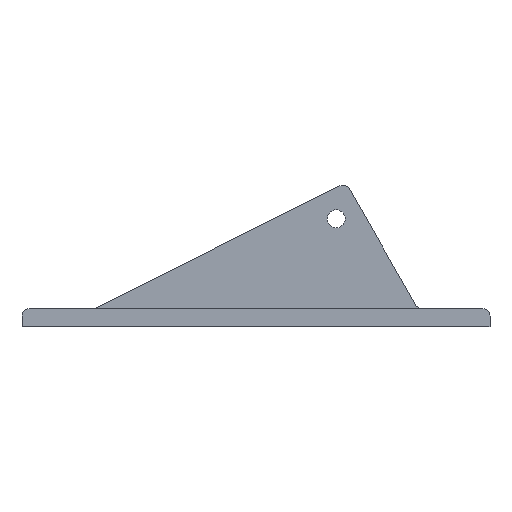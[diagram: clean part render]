
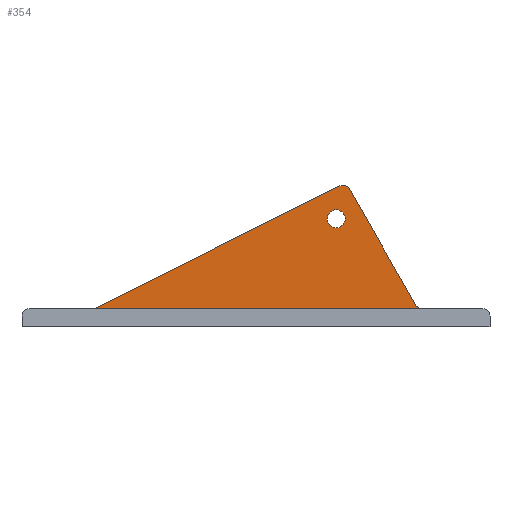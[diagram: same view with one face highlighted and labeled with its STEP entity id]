
A CAD part, front view. The second image highlights one B-rep face of the part: STEP entity #354.
In plain terms, the highlighted planar face has unit normal (0, -1, 0).
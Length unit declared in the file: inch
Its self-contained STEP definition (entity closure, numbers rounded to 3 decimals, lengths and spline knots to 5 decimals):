
#37 = CARTESIAN_POINT ( 'NONE',  ( 0.98864, -1.625, 1.5 ) ) ;
#45 = VERTEX_POINT ( 'NONE', #72 ) ;
#48 = CARTESIAN_POINT ( 'NONE',  ( 2.30803, -1.625, 0.35 ) ) ;
#67 = DIRECTION ( 'NONE',  ( 1., 0., 0. ) ) ;
#69 = AXIS2_PLACEMENT_3D ( 'NONE', #324, #897, #924 ) ;
#71 = CARTESIAN_POINT ( 'NONE',  ( -0.55, -1.625, 1.1 ) ) ;
#72 = CARTESIAN_POINT ( 'NONE',  ( 1.23864, -1.625, 1.5 ) ) ;
#106 = AXIS2_PLACEMENT_3D ( 'NONE', #918, #1097, #118 ) ;
#118 = DIRECTION ( 'NONE',  ( 1., 0., 0. ) ) ;
#141 = CARTESIAN_POINT ( 'NONE',  ( 1.21011, -1.625, 1.86825 ) ) ;
#151 = LINE ( 'NONE', #912, #329 ) ;
#177 = ORIENTED_EDGE ( 'NONE', *, *, #1066, .F. ) ;
#247 = VERTEX_POINT ( 'NONE', #1081 ) ;
#250 = CARTESIAN_POINT ( 'NONE',  ( 1.29693, -1.625, 1.91787 ) ) ;
#266 = LINE ( 'NONE', #523, #1034 ) ;
#268 = VERTEX_POINT ( 'NONE', #876 ) ;
#282 = EDGE_CURVE ( 'NONE', #1252, #45, #619, .T. ) ;
#286 = EDGE_CURVE ( 'NONE', #302, #931, #151, .T. ) ;
#302 = VERTEX_POINT ( 'NONE', #792 ) ;
#324 = CARTESIAN_POINT ( 'NONE',  ( 1.11364, -1.625, 1.5 ) ) ;
#329 = VECTOR ( 'NONE', #1018, 39.37008 ) ;
#350 = CIRCLE ( 'NONE', #639, 0.125 ) ;
#354 = ADVANCED_FACE ( 'NONE', ( #694, #513 ), #715, .T. ) ;
#510 = EDGE_CURVE ( 'NONE', #539, #268, #1032, .T. ) ;
#513 = FACE_OUTER_BOUND ( 'NONE', #1120, .T. ) ;
#523 = CARTESIAN_POINT ( 'NONE',  ( 1.80385, -1.625, 1.03077 ) ) ;
#539 = VERTEX_POINT ( 'NONE', #250 ) ;
#553 = LINE ( 'NONE', #71, #1074 ) ;
#560 = CIRCLE ( 'NONE', #1017, 0.1 ) ;
#577 = CARTESIAN_POINT ( 'NONE',  ( -2.27361, -1.625, 0.35 ) ) ;
#600 = EDGE_CURVE ( 'NONE', #268, #923, #553, .T. ) ;
#619 = CIRCLE ( 'NONE', #69, 0.125 ) ;
#636 = AXIS2_PLACEMENT_3D ( 'NONE', #141, #807, #1202 ) ;
#639 = AXIS2_PLACEMENT_3D ( 'NONE', #655, #1057, #1179 ) ;
#655 = CARTESIAN_POINT ( 'NONE',  ( 1.11364, -1.625, 1.5 ) ) ;
#657 = AXIS2_PLACEMENT_3D ( 'NONE', #48, #947, #67 ) ;
#694 = FACE_BOUND ( 'NONE', #1165, .T. ) ;
#715 = PLANE ( 'NONE',  #106 ) ;
#729 = ORIENTED_EDGE ( 'NONE', *, *, #286, .T. ) ;
#737 = CARTESIAN_POINT ( 'NONE',  ( 2.30803, -1.625, 0.25 ) ) ;
#772 = DIRECTION ( 'NONE',  ( 1., 0., 0. ) ) ;
#792 = CARTESIAN_POINT ( 'NONE',  ( -2.27361, -1.625, 0.25 ) ) ;
#801 = ORIENTED_EDGE ( 'NONE', *, *, #600, .T. ) ;
#807 = DIRECTION ( 'NONE',  ( 0., -1., 0. ) ) ;
#865 = DIRECTION ( 'NONE',  ( 0., 1., 0. ) ) ;
#873 = ORIENTED_EDGE ( 'NONE', *, *, #937, .T. ) ;
#876 = CARTESIAN_POINT ( 'NONE',  ( 1.16539, -1.625, 1.95769 ) ) ;
#897 = DIRECTION ( 'NONE',  ( 0., -1., 0. ) ) ;
#912 = CARTESIAN_POINT ( 'NONE',  ( 2.25, -1.625, 0.25 ) ) ;
#918 = CARTESIAN_POINT ( 'NONE',  ( 2.25, -1.625, 0.25 ) ) ;
#919 = EDGE_CURVE ( 'NONE', #931, #247, #1114, .T. ) ;
#923 = VERTEX_POINT ( 'NONE', #1148 ) ;
#924 = DIRECTION ( 'NONE',  ( 1., 0., 0. ) ) ;
#931 = VERTEX_POINT ( 'NONE', #737 ) ;
#937 = EDGE_CURVE ( 'NONE', #247, #539, #266, .T. ) ;
#947 = DIRECTION ( 'NONE',  ( 0., 1., 0. ) ) ;
#958 = DIRECTION ( 'NONE',  ( -0.894, 0., -0.447 ) ) ;
#1017 = AXIS2_PLACEMENT_3D ( 'NONE', #577, #865, #772 ) ;
#1018 = DIRECTION ( 'NONE',  ( 1., 0., 0. ) ) ;
#1029 = EDGE_CURVE ( 'NONE', #923, #302, #560, .T. ) ;
#1032 = CIRCLE ( 'NONE', #636, 0.1 ) ;
#1034 = VECTOR ( 'NONE', #1231, 39.37008 ) ;
#1042 = ORIENTED_EDGE ( 'NONE', *, *, #282, .F. ) ;
#1057 = DIRECTION ( 'NONE',  ( 0., -1., 0. ) ) ;
#1066 = EDGE_CURVE ( 'NONE', #45, #1252, #350, .T. ) ;
#1074 = VECTOR ( 'NONE', #958, 39.37008 ) ;
#1081 = CARTESIAN_POINT ( 'NONE',  ( 2.22121, -1.625, 0.30039 ) ) ;
#1097 = DIRECTION ( 'NONE',  ( 0., -1., 0. ) ) ;
#1110 = ORIENTED_EDGE ( 'NONE', *, *, #919, .T. ) ;
#1114 = CIRCLE ( 'NONE', #657, 0.1 ) ;
#1120 = EDGE_LOOP ( 'NONE', ( #873, #1261, #801, #1171, #729, #1110 ) ) ;
#1148 = CARTESIAN_POINT ( 'NONE',  ( -2.22889, -1.625, 0.26056 ) ) ;
#1165 = EDGE_LOOP ( 'NONE', ( #177, #1042 ) ) ;
#1171 = ORIENTED_EDGE ( 'NONE', *, *, #1029, .T. ) ;
#1179 = DIRECTION ( 'NONE',  ( 1., 0., 0. ) ) ;
#1202 = DIRECTION ( 'NONE',  ( 1., 0., 0. ) ) ;
#1231 = DIRECTION ( 'NONE',  ( -0.496, 0., 0.868 ) ) ;
#1252 = VERTEX_POINT ( 'NONE', #37 ) ;
#1261 = ORIENTED_EDGE ( 'NONE', *, *, #510, .T. ) ;
